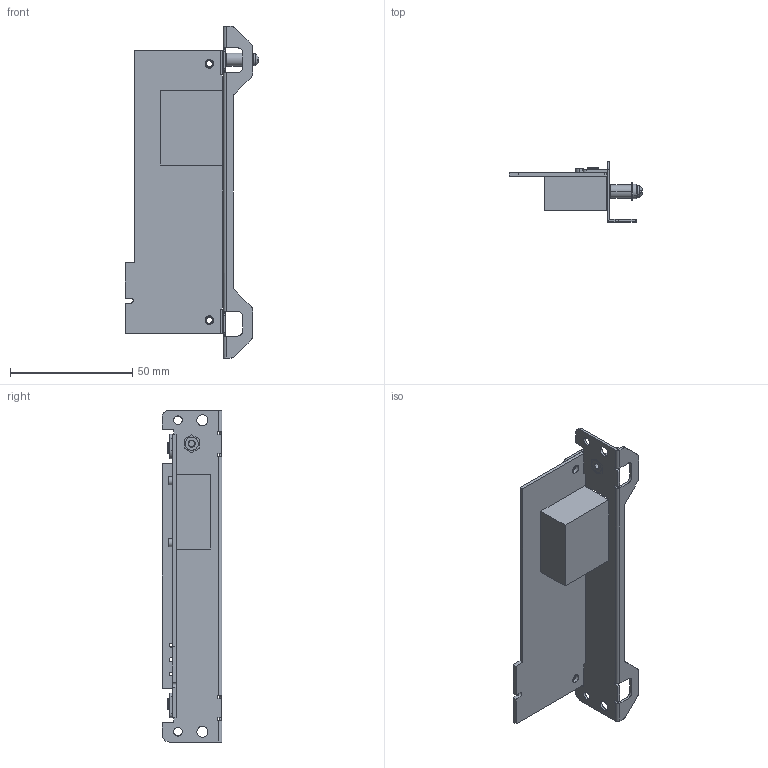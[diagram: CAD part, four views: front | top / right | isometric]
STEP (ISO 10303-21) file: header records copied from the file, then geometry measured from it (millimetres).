
FILE_DESCRIPTION(/* description */ (''),/* implementation_level */ '2;1');
FILE_NAME(/* name */ 'CN100',/* time_stamp */ '2021-11-17T12:44:33+08:00',/* author */ (''),/* organization */ (''),/* preprocessor_version */ 'ST-DEVELOPER v15',/* originating_system */ '',/* authorisation */ '');
FILE_SCHEMA (('AUTOMOTIVE_DESIGN'));
Length unit declared in the file: millimetre
Products named in the file (1): Document
Bounding box: 54.78 x 24.5 x 136 mm (x, y, z)
Surface area: 21280.9 mm2 (no closed solid volume)
Topology: 0 solids, 509 shells, 509 faces, 2882 edges, 2882 vertices
Faces by surface type: bspline 352, plane 157
Entity records: 31589 total; most frequent: CARTESIAN_POINT 16699, ORIENTED_EDGE 2882, EDGE_CURVE 2882, VERTEX_POINT 2882, B_SPLINE_CURVE_WITH_KNOTS 2370, EDGE_LOOP 561, PRESENTATION_LAYER_ASSIGNMENT 509, SHELL_BASED_SURFACE_MODEL 509
